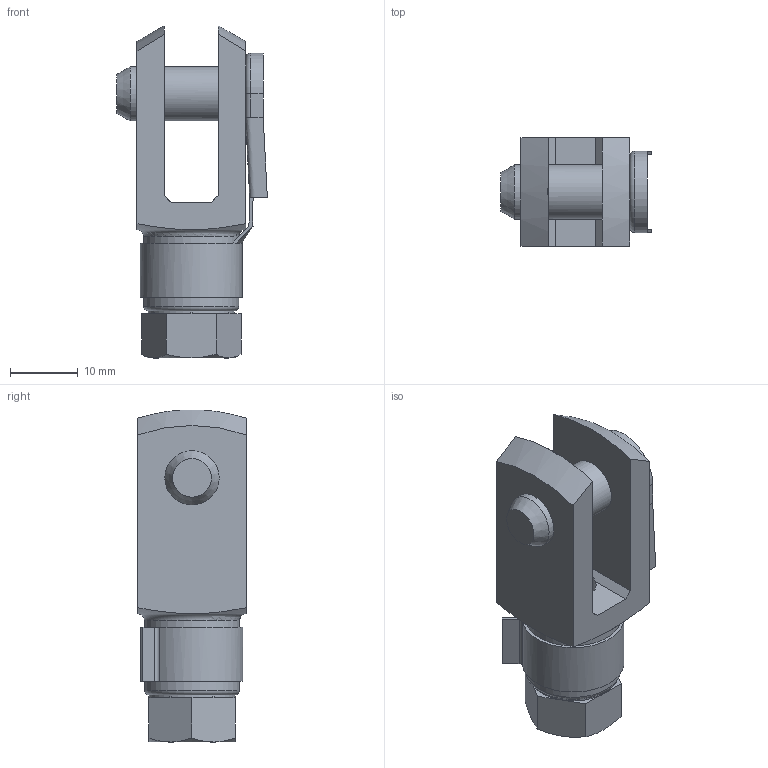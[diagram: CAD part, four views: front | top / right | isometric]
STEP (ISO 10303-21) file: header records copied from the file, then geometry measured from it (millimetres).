
FILE_DESCRIPTION(/* description */ ('STEP AP214'),/* implementation_level */ '2;1');
FILE_NAME(/* name */ '546574_SG-UNF5_16-24-B',/* time_stamp */ '2024-09-15T04:24:05+02:00',/* author */ ('License CC BY-ND 4.0'),/* organization */ ('CADENAS'),/* preprocessor_version */ 'ST-DEVELOPER v19.3',/* originating_system */ 'PARTsolutions',/* authorisation */ ' ');
FILE_SCHEMA (('AUTOMOTIVE_DESIGN {1 0 10303 214 3 1 1}'));
Length unit declared in the file: millimetre
Products named in the file (4): 546574 SG-UNF5/16"-24-B; 546574 SG-UNF5/16"-24-B---(GK); Hex Nuts 5/16 ANSI B18.2.2; 204292 FKB-8X16
Assembly tree (3 placements, depth 2):
  546574 SG-UNF5/16"-24-B
    546574 SG-UNF5/16"-24-B---(GK)
    Hex Nuts 5/16 ANSI B18.2.2
    204292 FKB-8X16
Bounding box: 22.22 x 16 x 48.93 mm (x, y, z)
Volume: 7129.8 mm3; surface area: 6084.6 mm2
Topology: 3 solids, 3 shells, 101 faces, 267 edges, 173 vertices
Faces by surface type: plane 55, cylinder 23, cone 13, torus 5, bspline 5
Full cylindrical faces by diameter (mm): 6.792 x2, 8 x3, 10 x1, 14 x1
Entity records: 3205 total; most frequent: CARTESIAN_POINT 684, DIRECTION 499, ORIENTED_EDGE 490, EDGE_CURVE 245, AXIS2_PLACEMENT_3D 180, VERTEX_POINT 167, LINE 139, VECTOR 139
